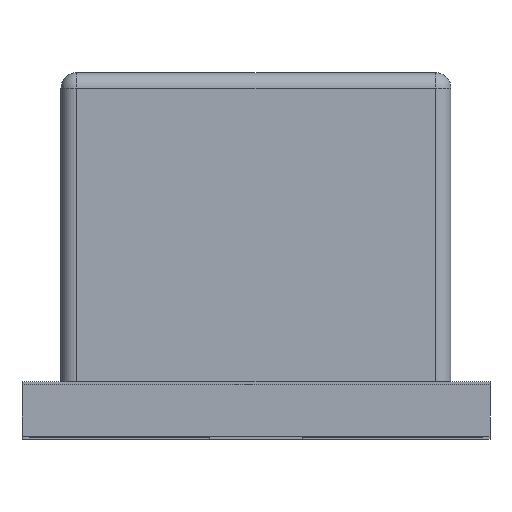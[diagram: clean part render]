
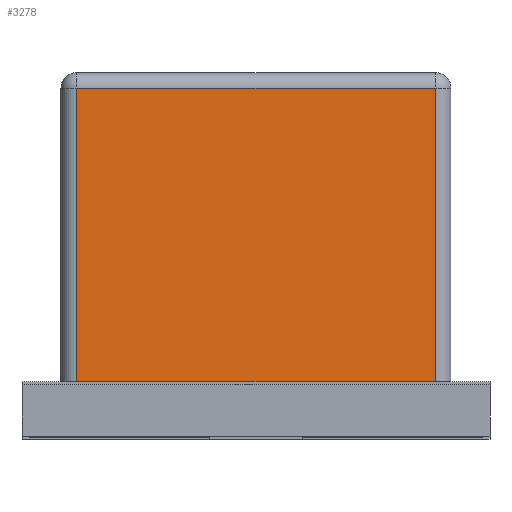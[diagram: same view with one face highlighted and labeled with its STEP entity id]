
A CAD part, front view. The second image highlights one B-rep face of the part: STEP entity #3278.
In plain terms, the highlighted face is planar.
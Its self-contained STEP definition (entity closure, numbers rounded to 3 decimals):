
#3036=DIRECTION('',(0.,0.,-1.));
#3037=VECTOR('',#3036,2.3);
#3038=CARTESIAN_POINT('',(0.6,0.,1.15));
#3039=LINE('',#3038,#3037);
#3043=DIRECTION('',(0.,-1.,0.));
#3044=VECTOR('',#3043,1.9);
#3045=CARTESIAN_POINT('',(0.6,1.9,-1.15));
#3046=LINE('',#3045,#3044);
#3050=DIRECTION('',(0.,-1.,0.));
#3051=VECTOR('',#3050,1.9);
#3052=CARTESIAN_POINT('',(0.6,1.9,1.15));
#3053=LINE('',#3052,#3051);
#3057=DIRECTION('',(0.,0.,-1.));
#3058=VECTOR('',#3057,2.3);
#3059=CARTESIAN_POINT('',(0.6,1.9,1.15));
#3060=LINE('',#3059,#3058);
#3203=CARTESIAN_POINT('',(0.6,0.,-1.15));
#3205=VERTEX_POINT('',#3203);
#3206=CARTESIAN_POINT('',(0.6,1.9,-1.15));
#3207=VERTEX_POINT('',#3206);
#3210=CARTESIAN_POINT('',(0.6,0.,1.15));
#3212=VERTEX_POINT('',#3210);
#3216=CARTESIAN_POINT('',(0.6,1.9,1.15));
#3217=VERTEX_POINT('',#3216);
#3265=CARTESIAN_POINT('',(0.6,0.,1.25));
#3266=DIRECTION('',(1.,0.,0.));
#3267=DIRECTION('',(0.,0.,-1.));
#3268=AXIS2_PLACEMENT_3D('',#3265,#3266,#3267);
#3269=PLANE('',#3268);
#3270=ORIENTED_EDGE('',*,*,#3256,.T.);
#3271=ORIENTED_EDGE('',*,*,#3245,.F.);
#3273=ORIENTED_EDGE('',*,*,#3272,.F.);
#3275=ORIENTED_EDGE('',*,*,#3274,.T.);
#3276=EDGE_LOOP('',(#3270,#3271,#3273,#3275));
#3277=FACE_OUTER_BOUND('',#3276,.F.);
#3245=EDGE_CURVE('',#3212,#3205,#3039,.T.);
#3256=EDGE_CURVE('',#3207,#3205,#3046,.T.);
#3272=EDGE_CURVE('',#3217,#3212,#3053,.T.);
#3274=EDGE_CURVE('',#3217,#3207,#3060,.T.);
#3278=ADVANCED_FACE('',(#3277),#3269,.T.);
